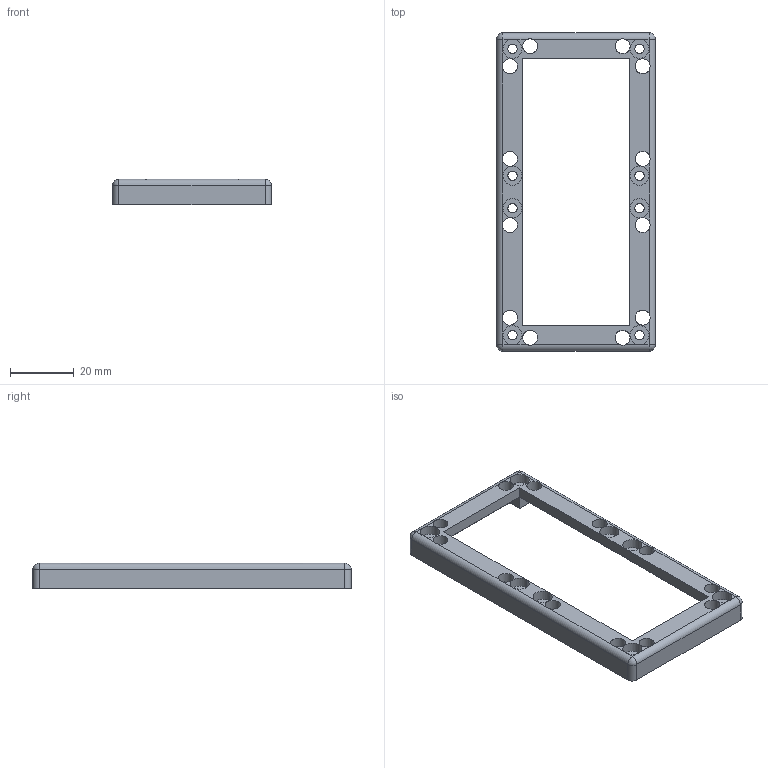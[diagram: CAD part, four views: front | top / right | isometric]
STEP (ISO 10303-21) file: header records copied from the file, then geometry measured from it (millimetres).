
FILE_DESCRIPTION(/* description */ (''),/* implementation_level */ '2;1');
FILE_NAME(/* name */ '10_Lid_2x1_Berrybase_CCTVLens_100mm_v3.ipt.step',/* time_stamp */ '2022-11-29T07:55:51+01:00',/* author */ ('diederichbenedict'),/* organization */ (''),/* preprocessor_version */ 'ST-DEVELOPER v18.1',/* originating_system */ 'Autodesk Inventor 2022',/* authorisation */ '');
FILE_SCHEMA (('AUTOMOTIVE_DESIGN { 1 0 10303 214 3 1 1 }'));
Length unit declared in the file: millimetre
Products named in the file (1): 10_Lid_2x1_v3
Bounding box: 49.8 x 99.8 x 8 mm (x, y, z)
Volume: 12035.3 mm3; surface area: 9124.3 mm2
Topology: 1 solids, 1 shells, 83 faces, 270 edges, 164 vertices
Faces by surface type: plane 41, cylinder 38, sphere 4
Full cylindrical faces by diameter (mm): 2.9 x8, 4.7 x12, 6 x6
Entity records: 3172 total; most frequent: CARTESIAN_POINT 603, ORIENTED_EDGE 548, DIRECTION 546, EDGE_CURVE 274, AXIS2_PLACEMENT_3D 204, VERTEX_POINT 164, LINE 138, VECTOR 138
